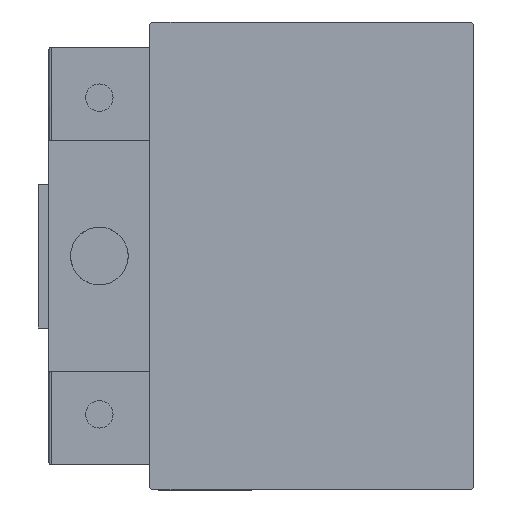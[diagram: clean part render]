
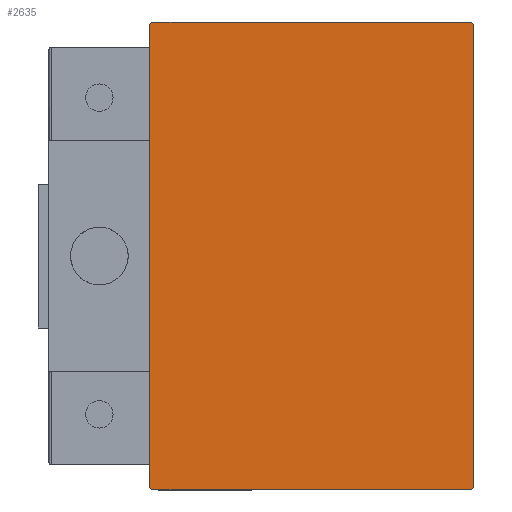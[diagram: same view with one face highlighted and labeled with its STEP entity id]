
A CAD part, left-side view. The second image highlights one B-rep face of the part: STEP entity #2635.
In plain terms, the highlighted face is planar.
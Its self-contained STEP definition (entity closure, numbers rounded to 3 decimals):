
#644 = EDGE_CURVE ( 'NONE', #49916, #47602, #14546, .T. ) ;
#762 = ORIENTED_EDGE ( 'NONE', *, *, #1121, .T. ) ;
#1121 = EDGE_CURVE ( 'NONE', #34846, #11460, #22315, .T. ) ;
#2129 = CARTESIAN_POINT ( 'NONE',  ( 70., 27.35, 27.35 ) ) ;
#2635 = ADVANCED_FACE ( 'NONE', ( #36396 ), #8038, .T. ) ;
#3086 = VERTEX_POINT ( 'NONE', #43231 ) ;
#5416 = LINE ( 'NONE', #38597, #49858 ) ;
#6104 = LINE ( 'NONE', #13936, #11381 ) ;
#6114 = ORIENTED_EDGE ( 'NONE', *, *, #644, .T. ) ;
#6868 = EDGE_CURVE ( 'NONE', #13982, #22808, #21923, .T. ) ;
#6885 = DIRECTION ( 'NONE',  ( 0., 0.707, -0.707 ) ) ;
#7648 = CARTESIAN_POINT ( 'NONE',  ( 70., 22.5, -32.2 ) ) ;
#8038 = PLANE ( 'NONE',  #19619 ) ;
#8238 = CARTESIAN_POINT ( 'NONE',  ( 70., -22.5, 32.2 ) ) ;
#9993 = DIRECTION ( 'NONE',  ( 0., -0.707, -0.707 ) ) ;
#10117 = EDGE_LOOP ( 'NONE', ( #24603, #762, #18179, #6114, #23388, #36183, #29494, #46189 ) ) ;
#11381 = VECTOR ( 'NONE', #6885, 1000. ) ;
#11460 = VERTEX_POINT ( 'NONE', #7648 ) ;
#11732 = VECTOR ( 'NONE', #50146, 1000. ) ;
#13936 = CARTESIAN_POINT ( 'NONE',  ( 70., -27.35, -27.35 ) ) ;
#13982 = VERTEX_POINT ( 'NONE', #8238 ) ;
#14546 = LINE ( 'NONE', #2129, #26453 ) ;
#16544 = LINE ( 'NONE', #33020, #40261 ) ;
#17198 = CARTESIAN_POINT ( 'NONE',  ( 70., 22.5, 32.5 ) ) ;
#17916 = EDGE_CURVE ( 'NONE', #11460, #49916, #43386, .T. ) ;
#18179 = ORIENTED_EDGE ( 'NONE', *, *, #17916, .T. ) ;
#19619 = AXIS2_PLACEMENT_3D ( 'NONE', #52872, #49352, #40694 ) ;
#21579 = CARTESIAN_POINT ( 'NONE',  ( 70., -22.5, -32.2 ) ) ;
#21923 = LINE ( 'NONE', #29238, #38734 ) ;
#22315 = LINE ( 'NONE', #30442, #44560 ) ;
#22470 = EDGE_CURVE ( 'NONE', #3086, #34846, #16544, .T. ) ;
#22808 = VERTEX_POINT ( 'NONE', #21579 ) ;
#22862 = CARTESIAN_POINT ( 'NONE',  ( 70., 22.5, -32.5 ) ) ;
#22979 = EDGE_CURVE ( 'NONE', #47602, #47925, #33683, .T. ) ;
#23388 = ORIENTED_EDGE ( 'NONE', *, *, #22979, .T. ) ;
#23585 = CARTESIAN_POINT ( 'NONE',  ( 70., -22.2, 32.5 ) ) ;
#24603 = ORIENTED_EDGE ( 'NONE', *, *, #22470, .T. ) ;
#26453 = VECTOR ( 'NONE', #43955, 1000. ) ;
#26542 = EDGE_CURVE ( 'NONE', #22808, #3086, #6104, .T. ) ;
#29238 = CARTESIAN_POINT ( 'NONE',  ( 70., -22.5, 32.5 ) ) ;
#29405 = CARTESIAN_POINT ( 'NONE',  ( 70., 22.2, 32.5 ) ) ;
#29494 = ORIENTED_EDGE ( 'NONE', *, *, #6868, .T. ) ;
#29506 = DIRECTION ( 'NONE',  ( 0., 1., 0. ) ) ;
#29894 = DIRECTION ( 'NONE',  ( 0., 0.707, 0.707 ) ) ;
#30442 = CARTESIAN_POINT ( 'NONE',  ( 70., 27.35, -27.35 ) ) ;
#30455 = DIRECTION ( 'NONE',  ( 0., 0., 1. ) ) ;
#32074 = CARTESIAN_POINT ( 'NONE',  ( 70., 22.2, -32.5 ) ) ;
#33020 = CARTESIAN_POINT ( 'NONE',  ( 70., -22.5, -32.5 ) ) ;
#33553 = DIRECTION ( 'NONE',  ( 0., 0., -1. ) ) ;
#33683 = LINE ( 'NONE', #17198, #11732 ) ;
#33890 = VECTOR ( 'NONE', #30455, 1000. ) ;
#34846 = VERTEX_POINT ( 'NONE', #32074 ) ;
#36183 = ORIENTED_EDGE ( 'NONE', *, *, #38785, .T. ) ;
#36396 = FACE_OUTER_BOUND ( 'NONE', #10117, .T. ) ;
#38597 = CARTESIAN_POINT ( 'NONE',  ( 70., -27.35, 27.35 ) ) ;
#38734 = VECTOR ( 'NONE', #33553, 1000. ) ;
#38785 = EDGE_CURVE ( 'NONE', #47925, #13982, #5416, .T. ) ;
#40261 = VECTOR ( 'NONE', #29506, 1000. ) ;
#40694 = DIRECTION ( 'NONE',  ( 0., 0., -1. ) ) ;
#42465 = CARTESIAN_POINT ( 'NONE',  ( 70., 22.5, 32.2 ) ) ;
#43231 = CARTESIAN_POINT ( 'NONE',  ( 70., -22.2, -32.5 ) ) ;
#43386 = LINE ( 'NONE', #22862, #33890 ) ;
#43955 = DIRECTION ( 'NONE',  ( 0., -0.707, 0.707 ) ) ;
#44560 = VECTOR ( 'NONE', #29894, 1000. ) ;
#46189 = ORIENTED_EDGE ( 'NONE', *, *, #26542, .T. ) ;
#47602 = VERTEX_POINT ( 'NONE', #29405 ) ;
#47925 = VERTEX_POINT ( 'NONE', #23585 ) ;
#49352 = DIRECTION ( 'NONE',  ( 1., 0., 0. ) ) ;
#49858 = VECTOR ( 'NONE', #9993, 1000. ) ;
#49916 = VERTEX_POINT ( 'NONE', #42465 ) ;
#50146 = DIRECTION ( 'NONE',  ( 0., -1., 0. ) ) ;
#52872 = CARTESIAN_POINT ( 'NONE',  ( 70., 0., 0. ) ) ;
